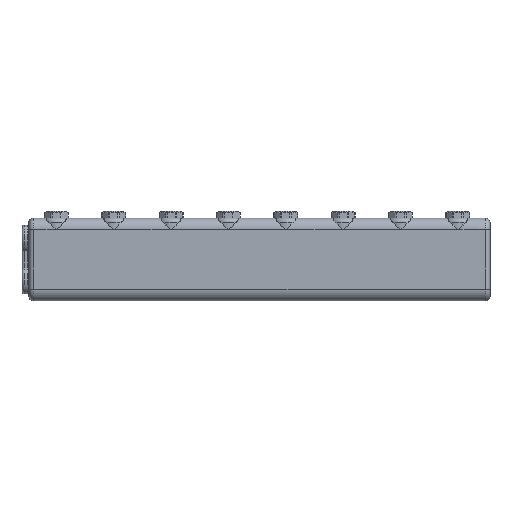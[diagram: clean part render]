
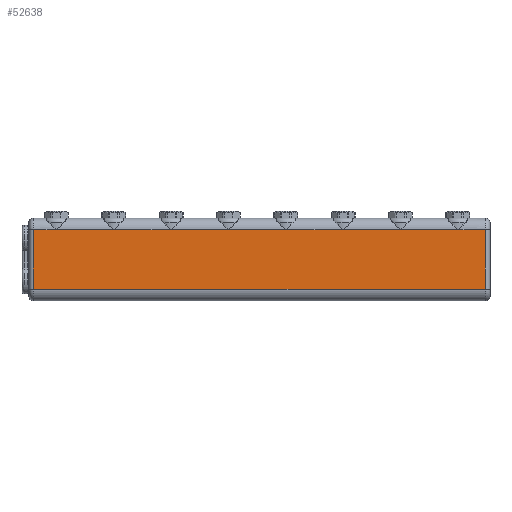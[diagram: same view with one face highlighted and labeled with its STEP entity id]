
A CAD part, top view. The second image highlights one B-rep face of the part: STEP entity #52638.
In plain terms, the highlighted planar face has unit normal (0, 0, 1).
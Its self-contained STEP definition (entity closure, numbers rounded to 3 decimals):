
#52326=CARTESIAN_POINT('Vertex',(497.5,110.,44.)) ;
#52359=CARTESIAN_POINT('Vertex',(497.5,-20.,44.)) ;
#52388=CARTESIAN_POINT('Vertex',(-487.5,-20.,44.)) ;
#52473=CARTESIAN_POINT('Vertex',(437.5,110.,44.)) ;
#52476=CARTESIAN_POINT('Line Origine',(5.,110.,44.)) ;
#52495=CARTESIAN_POINT('Line Origine',(497.5,45.,44.)) ;
#52522=CARTESIAN_POINT('Line Origine',(5.,-20.,44.)) ;
#52539=CARTESIAN_POINT('Line Origine',(-487.5,45.,44.)) ;
#52543=CARTESIAN_POINT('Vertex',(-487.5,110.,44.)) ;
#52565=CARTESIAN_POINT('Axis2P3D Location',(5.,45.,44.)) ;
#52570=CARTESIAN_POINT('Line Origine',(375.,110.,44.)) ;
#52574=CARTESIAN_POINT('Vertex',(312.5,110.,44.)) ;
#52577=CARTESIAN_POINT('Line Origine',(250.,110.,44.)) ;
#52581=CARTESIAN_POINT('Vertex',(187.5,110.,44.)) ;
#52584=CARTESIAN_POINT('Line Origine',(125.,110.,44.)) ;
#52588=CARTESIAN_POINT('Vertex',(62.5,110.,44.)) ;
#52591=CARTESIAN_POINT('Line Origine',(0.,110.,44.)) ;
#52595=CARTESIAN_POINT('Vertex',(-62.5,110.,44.)) ;
#52598=CARTESIAN_POINT('Line Origine',(-125.,110.,44.)) ;
#52602=CARTESIAN_POINT('Vertex',(-187.5,110.,44.)) ;
#52605=CARTESIAN_POINT('Line Origine',(-250.,110.,44.)) ;
#52609=CARTESIAN_POINT('Vertex',(-312.5,110.,44.)) ;
#52612=CARTESIAN_POINT('Line Origine',(-375.,110.,44.)) ;
#52616=CARTESIAN_POINT('Vertex',(-437.5,110.,44.)) ;
#52619=CARTESIAN_POINT('Line Origine',(-462.5,110.,44.)) ;
#52478=VECTOR('Line Direction',#52477,1.) ;
#52497=VECTOR('Line Direction',#52496,1.) ;
#52524=VECTOR('Line Direction',#52523,1.) ;
#52541=VECTOR('Line Direction',#52540,1.) ;
#52572=VECTOR('Line Direction',#52571,1.) ;
#52579=VECTOR('Line Direction',#52578,1.) ;
#52586=VECTOR('Line Direction',#52585,1.) ;
#52593=VECTOR('Line Direction',#52592,1.) ;
#52600=VECTOR('Line Direction',#52599,1.) ;
#52607=VECTOR('Line Direction',#52606,1.) ;
#52614=VECTOR('Line Direction',#52613,1.) ;
#52621=VECTOR('Line Direction',#52620,1.) ;
#52477=DIRECTION('Vector Direction',(1.,0.,0.)) ;
#52496=DIRECTION('Vector Direction',(0.,-1.,0.)) ;
#52523=DIRECTION('Vector Direction',(-1.,0.,0.)) ;
#52540=DIRECTION('Vector Direction',(0.,1.,0.)) ;
#52566=DIRECTION('Axis2P3D Direction',(0.,0.,1.)) ;
#52567=DIRECTION('Axis2P3D XDirection',(-1.,0.,0.)) ;
#52571=DIRECTION('Vector Direction',(-1.,0.,0.)) ;
#52578=DIRECTION('Vector Direction',(-1.,0.,0.)) ;
#52585=DIRECTION('Vector Direction',(-1.,0.,0.)) ;
#52592=DIRECTION('Vector Direction',(-1.,0.,0.)) ;
#52599=DIRECTION('Vector Direction',(-1.,0.,0.)) ;
#52606=DIRECTION('Vector Direction',(-1.,0.,0.)) ;
#52613=DIRECTION('Vector Direction',(-1.,0.,0.)) ;
#52620=DIRECTION('Vector Direction',(-1.,0.,0.)) ;
#52568=AXIS2_PLACEMENT_3D('Plane Axis2P3D',#52565,#52566,#52567) ;
#52479=LINE('Line',#52476,#52478) ;
#52498=LINE('Line',#52495,#52497) ;
#52525=LINE('Line',#52522,#52524) ;
#52542=LINE('Line',#52539,#52541) ;
#52573=LINE('Line',#52570,#52572) ;
#52580=LINE('Line',#52577,#52579) ;
#52587=LINE('Line',#52584,#52586) ;
#52594=LINE('Line',#52591,#52593) ;
#52601=LINE('Line',#52598,#52600) ;
#52608=LINE('Line',#52605,#52607) ;
#52615=LINE('Line',#52612,#52614) ;
#52622=LINE('Line',#52619,#52621) ;
#52569=PLANE('',#52568) ;
#52480=EDGE_CURVE('',#52327,#52474,#52479,.F.) ;
#52499=EDGE_CURVE('',#52360,#52327,#52498,.F.) ;
#52526=EDGE_CURVE('',#52389,#52360,#52525,.F.) ;
#52545=EDGE_CURVE('',#52544,#52389,#52542,.F.) ;
#52576=EDGE_CURVE('',#52474,#52575,#52573,.T.) ;
#52583=EDGE_CURVE('',#52575,#52582,#52580,.T.) ;
#52590=EDGE_CURVE('',#52582,#52589,#52587,.T.) ;
#52597=EDGE_CURVE('',#52589,#52596,#52594,.T.) ;
#52604=EDGE_CURVE('',#52596,#52603,#52601,.T.) ;
#52611=EDGE_CURVE('',#52603,#52610,#52608,.T.) ;
#52618=EDGE_CURVE('',#52610,#52617,#52615,.T.) ;
#52623=EDGE_CURVE('',#52617,#52544,#52622,.T.) ;
#52625=ORIENTED_EDGE('',*,*,#52526,.T.) ;
#52626=ORIENTED_EDGE('',*,*,#52499,.T.) ;
#52627=ORIENTED_EDGE('',*,*,#52480,.T.) ;
#52628=ORIENTED_EDGE('',*,*,#52576,.T.) ;
#52629=ORIENTED_EDGE('',*,*,#52583,.T.) ;
#52630=ORIENTED_EDGE('',*,*,#52590,.T.) ;
#52631=ORIENTED_EDGE('',*,*,#52597,.T.) ;
#52632=ORIENTED_EDGE('',*,*,#52604,.T.) ;
#52633=ORIENTED_EDGE('',*,*,#52611,.T.) ;
#52634=ORIENTED_EDGE('',*,*,#52618,.T.) ;
#52635=ORIENTED_EDGE('',*,*,#52623,.T.) ;
#52636=ORIENTED_EDGE('',*,*,#52545,.T.) ;
#52624=EDGE_LOOP('',(#52625,#52626,#52627,#52628,#52629,#52630,#52631,#52632,#52633,#52634,#52635,#52636)) ;
#52327=VERTEX_POINT('',#52326) ;
#52360=VERTEX_POINT('',#52359) ;
#52389=VERTEX_POINT('',#52388) ;
#52474=VERTEX_POINT('',#52473) ;
#52544=VERTEX_POINT('',#52543) ;
#52575=VERTEX_POINT('',#52574) ;
#52582=VERTEX_POINT('',#52581) ;
#52589=VERTEX_POINT('',#52588) ;
#52596=VERTEX_POINT('',#52595) ;
#52603=VERTEX_POINT('',#52602) ;
#52610=VERTEX_POINT('',#52609) ;
#52617=VERTEX_POINT('',#52616) ;
#52638=ADVANCED_FACE('NAUO2\\NAUO3\\Taglio-Estrusione4',(#52637),#52569,.T.) ;
#52637=FACE_OUTER_BOUND('',#52624,.T.) ;
